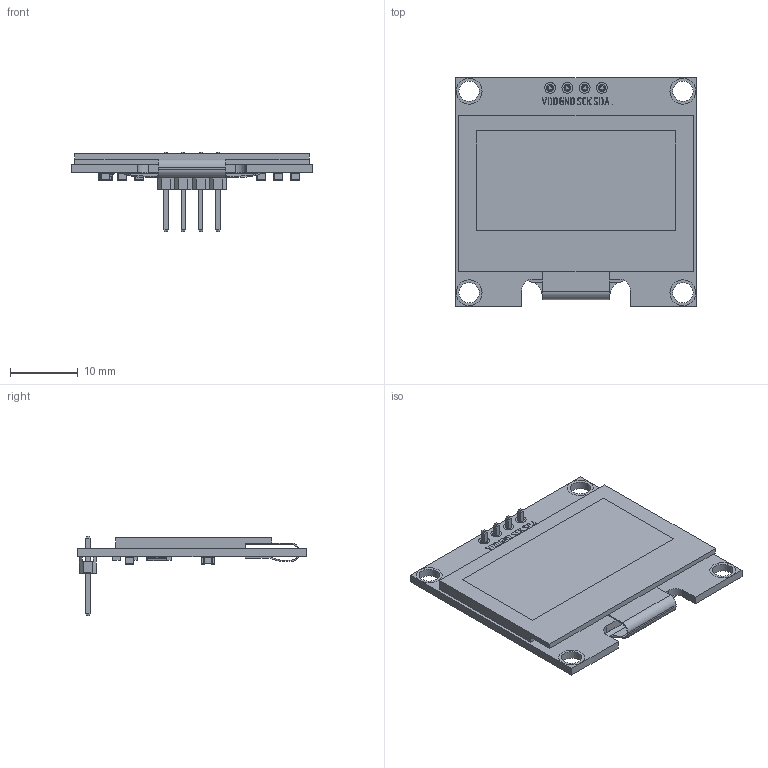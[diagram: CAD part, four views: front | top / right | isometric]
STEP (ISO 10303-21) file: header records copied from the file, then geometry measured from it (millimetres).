
FILE_DESCRIPTION(/* description */ (''),/* implementation_level */ '2;1');
FILE_NAME(/* name */ '1.3in_OLED_voron.step',/* time_stamp */ '2020-04-11T11:21:51-04:00',/* author */ (''),/* organization */ (''),/* preprocessor_version */ 'ST-DEVELOPER v18',/* originating_system */ 'Autodesk Translation Framework v8.12.0.6',/* authorisation */ '');
FILE_SCHEMA (('AUTOMOTIVE_DESIGN { 1 0 10303 214 3 1 1 }'));
Products named in the file (6): 1.3in OLED; OLED_1; PLS (CONNFLY); SOT-23; res_; cap_
Assembly tree (17 placements, depth 2):
  1.3in OLED
    OLED_1
    PLS (CONNFLY)
    SOT-23
    res_  x7
    cap_  x7
Bounding box: 35.5 x 33.7 x 11.7 mm (x, y, z)
Volume: 2619.8 mm3; surface area: 3519.6 mm2
Topology: 17 solids, 17 shells, 4085 faces, 11458 edges, 7416 vertices
Faces by surface type: plane 2988, cylinder 985, sphere 112
Full cylindrical faces by diameter (mm): 1 x4, 1.6 x8, 3 x4, 3.8 x8
Entity records: 120153 total; most frequent: CARTESIAN_POINT 21322, ORIENTED_EDGE 20436, DIRECTION 19048, EDGE_CURVE 10218, LINE 8524, VECTOR 8524, VERTEX_POINT 6792, AXIS2_PLACEMENT_3D 5262
